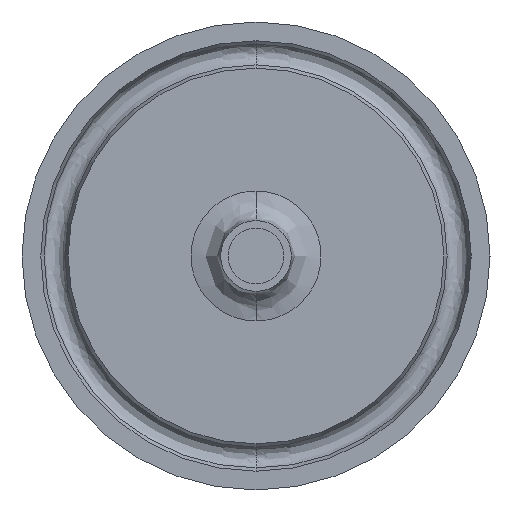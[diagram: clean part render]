
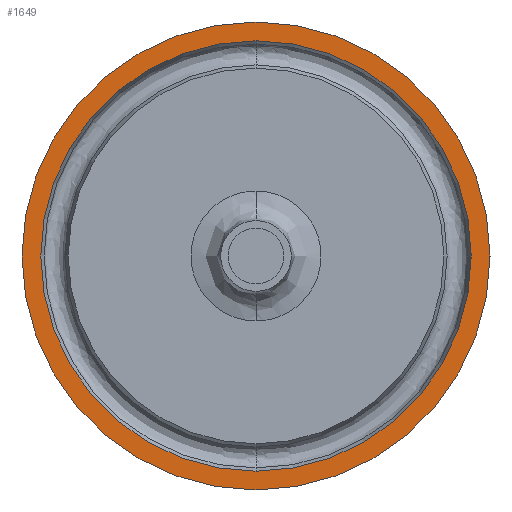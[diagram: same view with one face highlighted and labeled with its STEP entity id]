
A CAD part, front view. The second image highlights one B-rep face of the part: STEP entity #1649.
In plain terms, the highlighted planar face has unit normal (0, -1, 0).
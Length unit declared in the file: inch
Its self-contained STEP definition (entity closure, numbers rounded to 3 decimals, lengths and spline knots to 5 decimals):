
#290 = VERTEX_POINT ( 'NONE', #2334 ) ;
#301 = VERTEX_POINT ( 'NONE', #2569 ) ;
#394 = DIRECTION ( 'NONE',  ( 0., 1., 0. ) ) ;
#497 = VERTEX_POINT ( 'NONE', #2673 ) ;
#510 = AXIS2_PLACEMENT_3D ( 'NONE', #2441, #803, #2032 ) ;
#648 = VERTEX_POINT ( 'NONE', #1104 ) ;
#664 = DIRECTION ( 'NONE',  ( 0., -1., 0. ) ) ;
#787 = CARTESIAN_POINT ( 'NONE',  ( 0., -0.66929, 0. ) ) ;
#803 = DIRECTION ( 'NONE',  ( 0., -1., 0. ) ) ;
#835 = AXIS2_PLACEMENT_3D ( 'NONE', #2211, #2191, #2421 ) ;
#1104 = CARTESIAN_POINT ( 'NONE',  ( 0., -0.66929, -0.99213 ) ) ;
#1124 = ORIENTED_EDGE ( 'NONE', *, *, #2591, .T. ) ;
#1153 = ORIENTED_EDGE ( 'NONE', *, *, #2535, .T. ) ;
#1259 = EDGE_LOOP ( 'NONE', ( #1270, #1153 ) ) ;
#1270 = ORIENTED_EDGE ( 'NONE', *, *, #1779, .T. ) ;
#1288 = CIRCLE ( 'NONE', #2201, 0.91235 ) ;
#1351 = EDGE_CURVE ( 'NONE', #497, #301, #1288, .T. ) ;
#1442 = CARTESIAN_POINT ( 'NONE',  ( 0., -0.66929, 0.49606 ) ) ;
#1454 = DIRECTION ( 'NONE',  ( 0., 0., -1. ) ) ;
#1463 = AXIS2_PLACEMENT_3D ( 'NONE', #1442, #664, #1454 ) ;
#1505 = FACE_BOUND ( 'NONE', #1695, .T. ) ;
#1649 = ADVANCED_FACE ( 'NONE', ( #1505, #2133 ), #2522, .T. ) ;
#1695 = EDGE_LOOP ( 'NONE', ( #1124, #1828 ) ) ;
#1720 = DIRECTION ( 'NONE',  ( 0., 0., -1. ) ) ;
#1779 = EDGE_CURVE ( 'NONE', #648, #290, #2130, .T. ) ;
#1828 = ORIENTED_EDGE ( 'NONE', *, *, #1351, .T. ) ;
#1910 = AXIS2_PLACEMENT_3D ( 'NONE', #787, #394, #2019 ) ;
#1947 = DIRECTION ( 'NONE',  ( 0., 1., 0. ) ) ;
#2019 = DIRECTION ( 'NONE',  ( 0., 0., -1. ) ) ;
#2032 = DIRECTION ( 'NONE',  ( 0., 0., -1. ) ) ;
#2130 = CIRCLE ( 'NONE', #510, 0.99213 ) ;
#2133 = FACE_OUTER_BOUND ( 'NONE', #1259, .T. ) ;
#2191 = DIRECTION ( 'NONE',  ( 0., -1., 0. ) ) ;
#2201 = AXIS2_PLACEMENT_3D ( 'NONE', #2332, #1947, #1720 ) ;
#2211 = CARTESIAN_POINT ( 'NONE',  ( 0., -0.66929, 0. ) ) ;
#2332 = CARTESIAN_POINT ( 'NONE',  ( 0., -0.66929, 0. ) ) ;
#2334 = CARTESIAN_POINT ( 'NONE',  ( 0., -0.66929, 0.99213 ) ) ;
#2421 = DIRECTION ( 'NONE',  ( 0., 0., -1. ) ) ;
#2441 = CARTESIAN_POINT ( 'NONE',  ( 0., -0.66929, 0. ) ) ;
#2522 = PLANE ( 'NONE',  #1463 ) ;
#2535 = EDGE_CURVE ( 'NONE', #290, #648, #2588, .T. ) ;
#2561 = CIRCLE ( 'NONE', #1910, 0.91235 ) ;
#2569 = CARTESIAN_POINT ( 'NONE',  ( 0., -0.66929, -0.91235 ) ) ;
#2588 = CIRCLE ( 'NONE', #835, 0.99213 ) ;
#2591 = EDGE_CURVE ( 'NONE', #301, #497, #2561, .T. ) ;
#2673 = CARTESIAN_POINT ( 'NONE',  ( 0., -0.66929, 0.91235 ) ) ;
